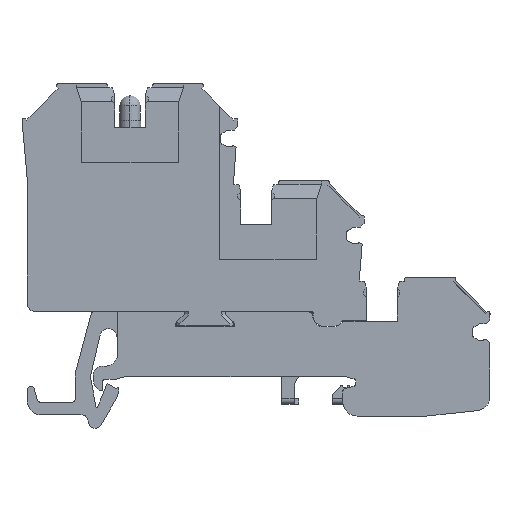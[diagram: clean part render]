
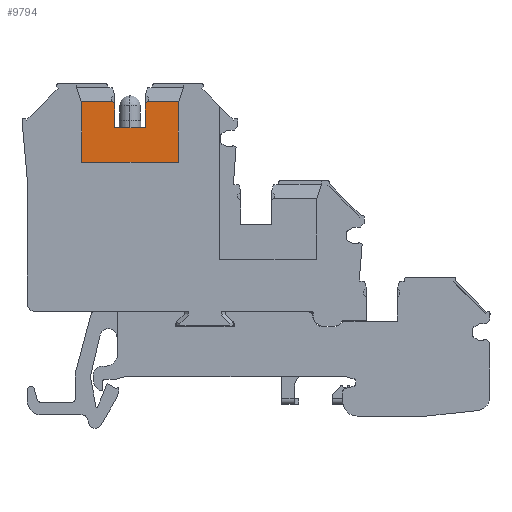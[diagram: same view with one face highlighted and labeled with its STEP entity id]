
A CAD part, left-side view. The second image highlights one B-rep face of the part: STEP entity #9794.
In plain terms, the highlighted planar face has unit normal (-1, 0, 0).
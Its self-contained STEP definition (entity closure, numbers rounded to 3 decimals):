
#9764=AXIS2_PLACEMENT_3D('Plane Axis2P3D',#9761,#9762,#9763) ;
#5356=CARTESIAN_POINT('Vertex',(0.5,52.65,45.65)) ;
#5370=CARTESIAN_POINT('Vertex',(0.5,52.8,45.65)) ;
#5373=CARTESIAN_POINT('Line Origine',(0.5,52.725,45.65)) ;
#5392=CARTESIAN_POINT('Line Origine',(0.5,52.65,43.9)) ;
#5396=CARTESIAN_POINT('Vertex',(0.5,52.65,42.15)) ;
#5420=CARTESIAN_POINT('Vertex',(0.5,48.35,42.15)) ;
#5423=CARTESIAN_POINT('Line Origine',(0.5,50.5,42.15)) ;
#5440=CARTESIAN_POINT('Line Origine',(0.5,48.35,43.9)) ;
#5444=CARTESIAN_POINT('Vertex',(0.5,48.35,45.65)) ;
#5466=CARTESIAN_POINT('Line Origine',(0.5,48.275,45.65)) ;
#5470=CARTESIAN_POINT('Vertex',(0.5,48.2,45.65)) ;
#8752=CARTESIAN_POINT('Vertex',(0.5,43.655,45.785)) ;
#8755=CARTESIAN_POINT('Line Origine',(0.5,43.677,45.715)) ;
#8759=CARTESIAN_POINT('Vertex',(0.5,43.7,45.646)) ;
#8780=CARTESIAN_POINT('Line Origine',(0.5,43.7,41.473)) ;
#8784=CARTESIAN_POINT('Vertex',(0.5,43.7,37.3)) ;
#8804=CARTESIAN_POINT('Line Origine',(0.5,50.5,37.3)) ;
#8808=CARTESIAN_POINT('Vertex',(0.5,57.3,37.3)) ;
#8828=CARTESIAN_POINT('Line Origine',(0.5,57.3,41.473)) ;
#8832=CARTESIAN_POINT('Vertex',(0.5,57.3,45.646)) ;
#8858=CARTESIAN_POINT('Vertex',(0.5,57.345,45.785)) ;
#8866=CARTESIAN_POINT('Line Origine',(0.5,57.323,45.715)) ;
#9655=CARTESIAN_POINT('Line Origine',(0.5,55.14,45.785)) ;
#9659=CARTESIAN_POINT('Vertex',(0.5,52.935,45.785)) ;
#9748=CARTESIAN_POINT('Line Origine',(0.5,52.867,45.717)) ;
#9761=CARTESIAN_POINT('Axis2P3D Location',(0.5,50.5,47.8)) ;
#9766=CARTESIAN_POINT('Line Origine',(0.5,45.86,45.785)) ;
#9770=CARTESIAN_POINT('Vertex',(0.5,48.065,45.785)) ;
#9773=CARTESIAN_POINT('Line Origine',(0.5,48.133,45.717)) ;
#5374=DIRECTION('Vector Direction',(0.,1.,0.)) ;
#5393=DIRECTION('Vector Direction',(0.,0.,1.)) ;
#5424=DIRECTION('Vector Direction',(0.,1.,0.)) ;
#5441=DIRECTION('Vector Direction',(0.,0.,1.)) ;
#5467=DIRECTION('Vector Direction',(0.,1.,0.)) ;
#8756=DIRECTION('Vector Direction',(0.,0.309,-0.951)) ;
#8781=DIRECTION('Vector Direction',(0.,0.,1.)) ;
#8805=DIRECTION('Vector Direction',(0.,1.,0.)) ;
#8829=DIRECTION('Vector Direction',(0.,0.,1.)) ;
#8867=DIRECTION('Vector Direction',(0.,-0.309,-0.951)) ;
#9656=DIRECTION('Vector Direction',(0.,1.,0.)) ;
#9749=DIRECTION('Vector Direction',(0.,-0.707,-0.707)) ;
#9762=DIRECTION('Axis2P3D Direction',(1.,0.,0.)) ;
#9763=DIRECTION('Axis2P3D XDirection',(0.,0.,-1.)) ;
#9767=DIRECTION('Vector Direction',(0.,1.,0.)) ;
#9774=DIRECTION('Vector Direction',(0.,0.707,-0.707)) ;
#5375=VECTOR('Line Direction',#5374,1.) ;
#5394=VECTOR('Line Direction',#5393,1.) ;
#5425=VECTOR('Line Direction',#5424,1.) ;
#5442=VECTOR('Line Direction',#5441,1.) ;
#5468=VECTOR('Line Direction',#5467,1.) ;
#8757=VECTOR('Line Direction',#8756,1.) ;
#8782=VECTOR('Line Direction',#8781,1.) ;
#8806=VECTOR('Line Direction',#8805,1.) ;
#8830=VECTOR('Line Direction',#8829,1.) ;
#8868=VECTOR('Line Direction',#8867,1.) ;
#9657=VECTOR('Line Direction',#9656,1.) ;
#9750=VECTOR('Line Direction',#9749,1.) ;
#9768=VECTOR('Line Direction',#9767,1.) ;
#9775=VECTOR('Line Direction',#9774,1.) ;
#9779=ORIENTED_EDGE('',*,*,#5398,.T.) ;
#9780=ORIENTED_EDGE('',*,*,#5377,.T.) ;
#9781=ORIENTED_EDGE('',*,*,#9752,.F.) ;
#9782=ORIENTED_EDGE('',*,*,#9661,.T.) ;
#9783=ORIENTED_EDGE('',*,*,#8870,.T.) ;
#9784=ORIENTED_EDGE('',*,*,#8834,.T.) ;
#9785=ORIENTED_EDGE('',*,*,#8810,.T.) ;
#9786=ORIENTED_EDGE('',*,*,#8786,.T.) ;
#9787=ORIENTED_EDGE('',*,*,#8761,.T.) ;
#9788=ORIENTED_EDGE('',*,*,#9772,.T.) ;
#9789=ORIENTED_EDGE('',*,*,#9777,.T.) ;
#9790=ORIENTED_EDGE('',*,*,#5472,.T.) ;
#9791=ORIENTED_EDGE('',*,*,#5446,.F.) ;
#9792=ORIENTED_EDGE('',*,*,#5427,.T.) ;
#9794=ADVANCED_FACE('KLTR DLA2.5.1\\K\X2\00F6\X0\rper.10 ( *SOL397 - wsp *MASTER -  -Non Smart-  )',(#9793),#9765,.F.) ;
#5377=EDGE_CURVE('',#5357,#5371,#5376,.T.) ;
#5398=EDGE_CURVE('',#5397,#5357,#5395,.T.) ;
#5427=EDGE_CURVE('',#5421,#5397,#5426,.T.) ;
#5446=EDGE_CURVE('',#5421,#5445,#5443,.T.) ;
#5472=EDGE_CURVE('',#5471,#5445,#5469,.T.) ;
#8761=EDGE_CURVE('',#8760,#8753,#8758,.F.) ;
#8786=EDGE_CURVE('',#8785,#8760,#8783,.T.) ;
#8810=EDGE_CURVE('',#8809,#8785,#8807,.F.) ;
#8834=EDGE_CURVE('',#8833,#8809,#8831,.F.) ;
#8870=EDGE_CURVE('',#8859,#8833,#8869,.T.) ;
#9661=EDGE_CURVE('',#9660,#8859,#9658,.T.) ;
#9752=EDGE_CURVE('',#9660,#5371,#9751,.T.) ;
#9772=EDGE_CURVE('',#8753,#9771,#9769,.T.) ;
#9777=EDGE_CURVE('',#9771,#5471,#9776,.T.) ;
#9778=EDGE_LOOP('',(#9779,#9780,#9781,#9782,#9783,#9784,#9785,#9786,#9787,#9788,#9789,#9790,#9791,#9792)) ;
#9793=FACE_OUTER_BOUND('',#9778,.T.) ;
#5376=LINE('Line',#5373,#5375) ;
#5395=LINE('Line',#5392,#5394) ;
#5426=LINE('Line',#5423,#5425) ;
#5443=LINE('Line',#5440,#5442) ;
#5469=LINE('Line',#5466,#5468) ;
#8758=LINE('Line',#8755,#8757) ;
#8783=LINE('Line',#8780,#8782) ;
#8807=LINE('Line',#8804,#8806) ;
#8831=LINE('Line',#8828,#8830) ;
#8869=LINE('Line',#8866,#8868) ;
#9658=LINE('Line',#9655,#9657) ;
#9751=LINE('Line',#9748,#9750) ;
#9769=LINE('Line',#9766,#9768) ;
#9776=LINE('Line',#9773,#9775) ;
#9765=PLANE('',#9764) ;
#5357=VERTEX_POINT('',#5356) ;
#5371=VERTEX_POINT('',#5370) ;
#5397=VERTEX_POINT('',#5396) ;
#5421=VERTEX_POINT('',#5420) ;
#5445=VERTEX_POINT('',#5444) ;
#5471=VERTEX_POINT('',#5470) ;
#8753=VERTEX_POINT('',#8752) ;
#8760=VERTEX_POINT('',#8759) ;
#8785=VERTEX_POINT('',#8784) ;
#8809=VERTEX_POINT('',#8808) ;
#8833=VERTEX_POINT('',#8832) ;
#8859=VERTEX_POINT('',#8858) ;
#9660=VERTEX_POINT('',#9659) ;
#9771=VERTEX_POINT('',#9770) ;
